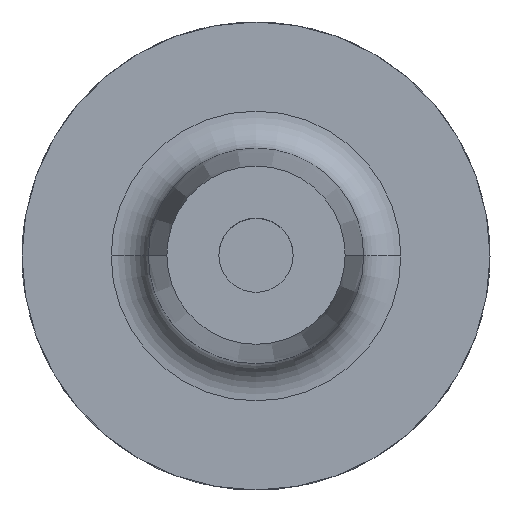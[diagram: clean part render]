
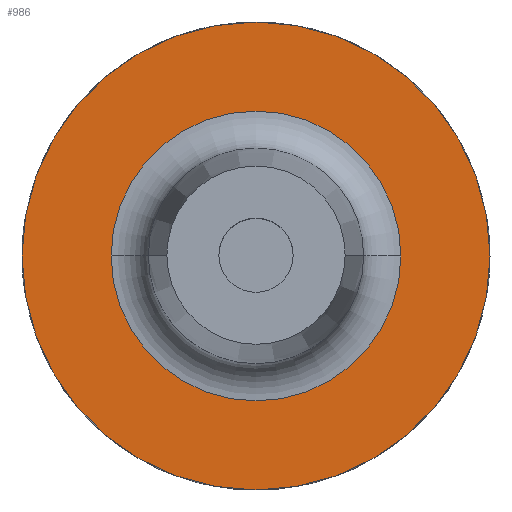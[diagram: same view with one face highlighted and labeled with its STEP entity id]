
A CAD part, top view. The second image highlights one B-rep face of the part: STEP entity #986.
In plain terms, the highlighted planar face has unit normal (0, 0, 1).
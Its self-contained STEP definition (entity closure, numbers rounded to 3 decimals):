
#76 = DIRECTION ( 'NONE',  ( 0., 0., -1. ) ) ;
#81 = CARTESIAN_POINT ( 'NONE',  ( 0., 0., 27. ) ) ;
#90 = VERTEX_POINT ( 'NONE', #1188 ) ;
#92 = DIRECTION ( 'NONE',  ( 0., 0., -1. ) ) ;
#100 = DIRECTION ( 'NONE',  ( -1., 0., 0. ) ) ;
#124 = DIRECTION ( 'NONE',  ( -1., 0., 0. ) ) ;
#132 = DIRECTION ( 'NONE',  ( 0., 0., -1. ) ) ;
#150 = CARTESIAN_POINT ( 'NONE',  ( 0., 0., 27. ) ) ;
#163 = CIRCLE ( 'NONE', #297, 19.5 ) ;
#176 = PLANE ( 'NONE',  #215 ) ;
#207 = CIRCLE ( 'NONE', #768, 31.5 ) ;
#215 = AXIS2_PLACEMENT_3D ( 'NONE', #1206, #76, #793 ) ;
#250 = EDGE_CURVE ( 'NONE', #90, #1297, #163, .T. ) ;
#273 = CARTESIAN_POINT ( 'NONE',  ( 0., 0., 27. ) ) ;
#297 = AXIS2_PLACEMENT_3D ( 'NONE', #273, #801, #1502 ) ;
#312 = EDGE_CURVE ( 'NONE', #1424, #1273, #667, .T. ) ;
#369 = CARTESIAN_POINT ( 'NONE',  ( -31.5, 0., 27. ) ) ;
#425 = ORIENTED_EDGE ( 'NONE', *, *, #1475, .T. ) ;
#464 = FACE_BOUND ( 'NONE', #1179, .T. ) ;
#491 = ORIENTED_EDGE ( 'NONE', *, *, #312, .F. ) ;
#507 = FACE_OUTER_BOUND ( 'NONE', #944, .T. ) ;
#561 = AXIS2_PLACEMENT_3D ( 'NONE', #1186, #1122, #1048 ) ;
#663 = CIRCLE ( 'NONE', #901, 19.5 ) ;
#667 = CIRCLE ( 'NONE', #561, 31.5 ) ;
#768 = AXIS2_PLACEMENT_3D ( 'NONE', #150, #132, #124 ) ;
#793 = DIRECTION ( 'NONE',  ( -1., 0., 0. ) ) ;
#801 = DIRECTION ( 'NONE',  ( 0., 0., -1. ) ) ;
#859 = ORIENTED_EDGE ( 'NONE', *, *, #250, .T. ) ;
#901 = AXIS2_PLACEMENT_3D ( 'NONE', #81, #92, #100 ) ;
#944 = EDGE_LOOP ( 'NONE', ( #1231, #491 ) ) ;
#986 = ADVANCED_FACE ( 'NONE', ( #464, #507 ), #176, .F. ) ;
#1003 = CARTESIAN_POINT ( 'NONE',  ( -19.5, 0., 27. ) ) ;
#1048 = DIRECTION ( 'NONE',  ( -1., 0., 0. ) ) ;
#1122 = DIRECTION ( 'NONE',  ( 0., 0., -1. ) ) ;
#1179 = EDGE_LOOP ( 'NONE', ( #425, #859 ) ) ;
#1186 = CARTESIAN_POINT ( 'NONE',  ( 0., 0., 27. ) ) ;
#1188 = CARTESIAN_POINT ( 'NONE',  ( 19.5, 0., 27. ) ) ;
#1206 = CARTESIAN_POINT ( 'NONE',  ( 0., 0., 27. ) ) ;
#1214 = EDGE_CURVE ( 'NONE', #1273, #1424, #207, .T. ) ;
#1231 = ORIENTED_EDGE ( 'NONE', *, *, #1214, .F. ) ;
#1273 = VERTEX_POINT ( 'NONE', #369 ) ;
#1297 = VERTEX_POINT ( 'NONE', #1003 ) ;
#1424 = VERTEX_POINT ( 'NONE', #1596 ) ;
#1475 = EDGE_CURVE ( 'NONE', #1297, #90, #663, .T. ) ;
#1502 = DIRECTION ( 'NONE',  ( -1., 0., 0. ) ) ;
#1596 = CARTESIAN_POINT ( 'NONE',  ( 31.5, 0., 27. ) ) ;
